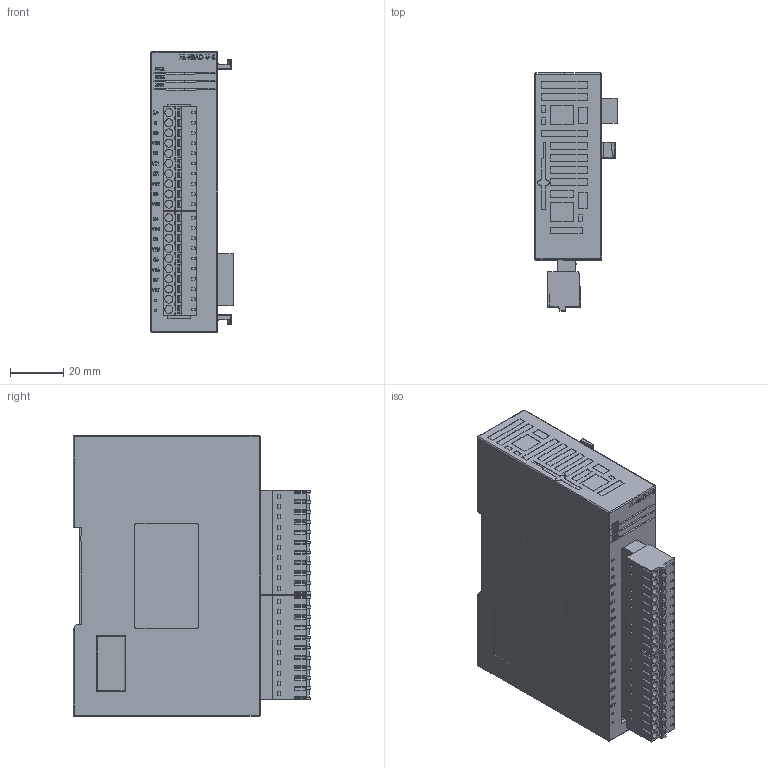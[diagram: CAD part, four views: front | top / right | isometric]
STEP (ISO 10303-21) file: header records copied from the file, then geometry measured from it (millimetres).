
FILE_DESCRIPTION(/* description */ (''),/* implementation_level */ '2;1');
FILE_NAME(/* name */ 'XL-E8A~2',/* time_stamp */ '2022-12-02T09:13:10+08:00',/* author */ (''),/* organization */ (''),/* preprocessor_version */ 'ST-DEVELOPER v16.5',/* originating_system */ '',/* authorisation */ '');
FILE_SCHEMA (('CONFIG_CONTROL_DESIGN'));
Length unit declared in the file: millimetre
Products named in the file (1): Document
Bounding box: 30.8 x 88.99 x 105 mm (x, y, z)
Volume: 195147 mm3; surface area: 32187.6 mm2
Topology: 10 solids, 66 shells, 1752 faces, 4831 edges, 3297 vertices
Faces by surface type: plane 1477, cylinder 153, bspline 122
Entity records: 52371 total; most frequent: CARTESIAN_POINT 19641, ORIENTED_EDGE 9289, EDGE_CURVE 4830, B_SPLINE_CURVE_WITH_KNOTS 4515, VERTEX_POINT 3297, EDGE_LOOP 1917, ADVANCED_FACE 1752, FACE_OUTER_BOUND 1752
